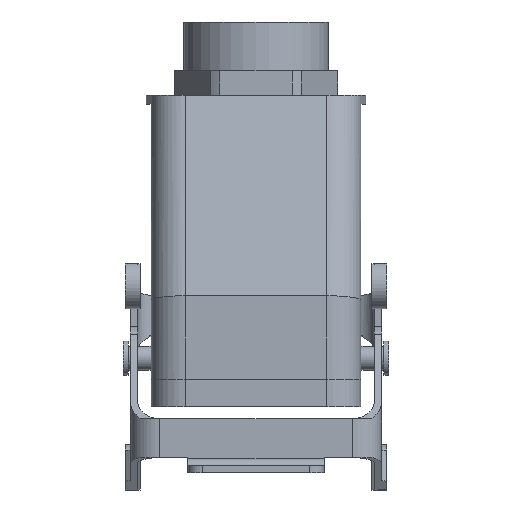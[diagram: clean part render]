
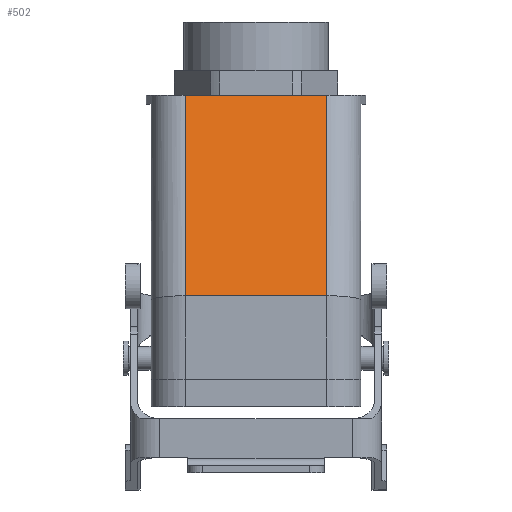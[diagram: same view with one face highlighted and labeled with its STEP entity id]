
A CAD part, left-side view. The second image highlights one B-rep face of the part: STEP entity #502.
In plain terms, the highlighted planar face has unit normal (-0.966, 0, 0.259).
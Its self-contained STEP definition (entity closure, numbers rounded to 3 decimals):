
#502 = ADVANCED_FACE( '', ( #1144 ), #1145, .T. );
#1144 = FACE_OUTER_BOUND( '', #1930, .T. );
#1145 = PLANE( '', #1931 );
#1930 = EDGE_LOOP( '', ( #3319, #3320, #3321, #3322 ) );
#1931 = AXIS2_PLACEMENT_3D( '', #3323, #3324, #3325 );
#3319 = ORIENTED_EDGE( '', *, *, #4747, .T. );
#3320 = ORIENTED_EDGE( '', *, *, #5068, .F. );
#3321 = ORIENTED_EDGE( '', *, *, #5069, .F. );
#3322 = ORIENTED_EDGE( '', *, *, #5070, .T. );
#3323 = CARTESIAN_POINT( '', ( -60., -21.5, 19.9 ) );
#3324 = DIRECTION( '', ( -0.966, 0., 0.259 ) );
#3325 = DIRECTION( '', ( 0.259, 0., 0.966 ) );
#4747 = EDGE_CURVE( '', #5375, #5723, #5725, .T. );
#5068 = EDGE_CURVE( '', #6209, #5723, #6210, .T. );
#5069 = EDGE_CURVE( '', #6211, #6209, #6212, .T. );
#5070 = EDGE_CURVE( '', #6211, #5375, #6213, .T. );
#5375 = VERTEX_POINT( '', #6580 );
#5723 = VERTEX_POINT( '', #7186 );
#5725 = LINE( '', #7188, #7189 );
#6209 = VERTEX_POINT( '', #7852 );
#6210 = LINE( '', #7853, #7854 );
#6211 = VERTEX_POINT( '', #7855 );
#6212 = LINE( '', #7856, #7857 );
#6213 = LINE( '', #7858, #7859 );
#6580 = CARTESIAN_POINT( '', ( -60., -14.5, 19.9 ) );
#7186 = CARTESIAN_POINT( '', ( -49., -14.5, 61. ) );
#7188 = CARTESIAN_POINT( '', ( -49., -14.5, 61. ) );
#7189 = VECTOR( '', #8603, 1000. );
#7852 = CARTESIAN_POINT( '', ( -49., 14.5, 61. ) );
#7853 = CARTESIAN_POINT( '', ( -49., 0., 61. ) );
#7854 = VECTOR( '', #8956, 1000. );
#7855 = CARTESIAN_POINT( '', ( -60., 14.5, 19.9 ) );
#7856 = CARTESIAN_POINT( '', ( -49., 14.5, 61. ) );
#7857 = VECTOR( '', #8957, 1000. );
#7858 = CARTESIAN_POINT( '', ( -60., 0., 19.9 ) );
#7859 = VECTOR( '', #8958, 1000. );
#8603 = DIRECTION( '', ( 0.259, 0., 0.966 ) );
#8956 = DIRECTION( '', ( 0., -1., 0. ) );
#8957 = DIRECTION( '', ( 0.259, 0., 0.966 ) );
#8958 = DIRECTION( '', ( 0., -1., 0. ) );
